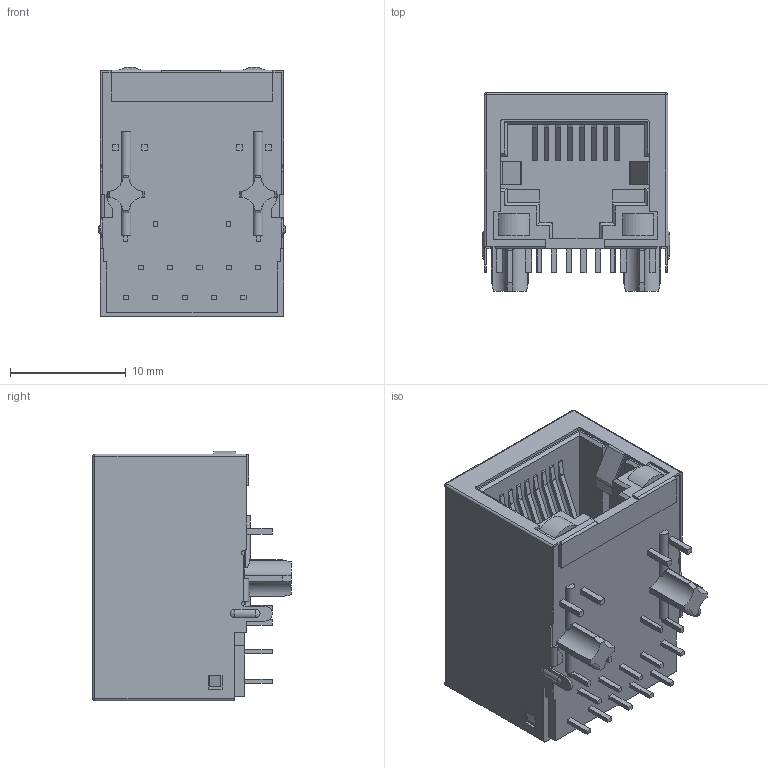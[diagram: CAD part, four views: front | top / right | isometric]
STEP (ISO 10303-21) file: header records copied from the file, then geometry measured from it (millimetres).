
FILE_DESCRIPTION((''),'2;1');
FILE_NAME('C-5-2337992-8','2018-11-27T01:45:09',('workeradm'),('TE Connectivity Ltd.'),'CREO PARAMETRIC BY PTC INC, 2018190','CREO PARAMETRIC BY PTC INC, 2018190','');
FILE_SCHEMA(('AUTOMOTIVE_DESIGN { 1 0 10303 214 1 1 1 1 }'));
Length unit declared in the file: millimetre
Products named in the file (1): C-5-2337992-8
Bounding box: 16.2 x 17.2 x 21.59 mm (x, y, z)
Volume: 3491 mm3; surface area: 2451.4 mm2
Topology: 1 solids, 1 shells, 399 faces, 1069 edges, 698 vertices
Faces by surface type: plane 327, cylinder 64, sphere 8
Entity records: 13041 total; most frequent: CARTESIAN_POINT 2924, ORIENTED_EDGE 2138, DIRECTION 1973, EDGE_CURVE 1069, VECTOR 907, LINE 907, VERTEX_POINT 698, AXIS2_PLACEMENT_3D 533
